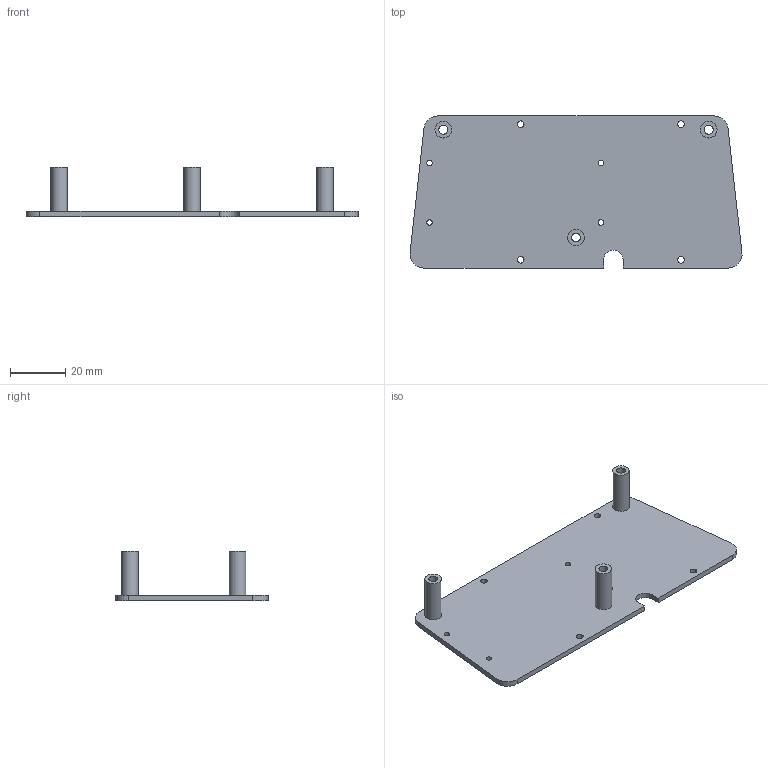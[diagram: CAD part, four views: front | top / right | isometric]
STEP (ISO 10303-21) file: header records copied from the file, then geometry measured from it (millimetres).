
FILE_DESCRIPTION(('FreeCAD Model'),'2;1');
FILE_NAME('Open CASCADE Shape Model','2023-11-16T03:50:37',(''),(''), 'Open CASCADE STEP processor 7.5','FreeCAD','Unknown');
FILE_SCHEMA(('AUTOMOTIVE_DESIGN { 1 0 10303 214 1 1 1 1 }'));
Length unit declared in the file: millimetre
Products named in the file (1): T07_controller_standoff
Bounding box: 120.05 x 55 x 18 mm (x, y, z)
Volume: 13397.2 mm3; surface area: 14668.3 mm2
Topology: 1 solids, 1 shells, 31 faces, 78 edges, 52 vertices
Faces by surface type: cylinder 19, plane 12
Full cylindrical faces by diameter (mm): 2 x4, 2.4 x4, 3.2 x3, 6 x3
Entity records: 2102 total; most frequent: CARTESIAN_POINT 462, DIRECTION 312, LINE 158, VECTOR 158, ORIENTED_EDGE 156, PCURVE 156, DEFINITIONAL_REPRESENTATION 156, EDGE_CURVE 78
